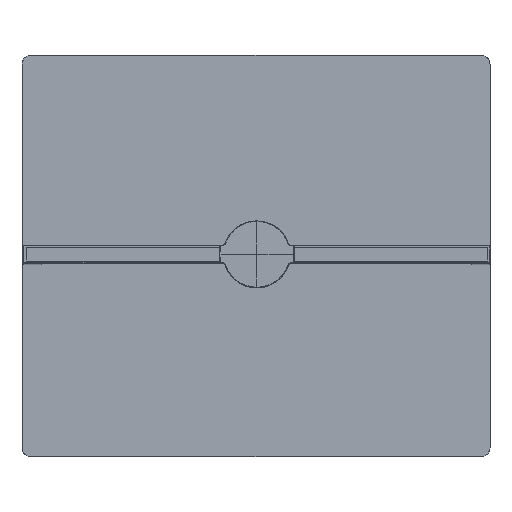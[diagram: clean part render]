
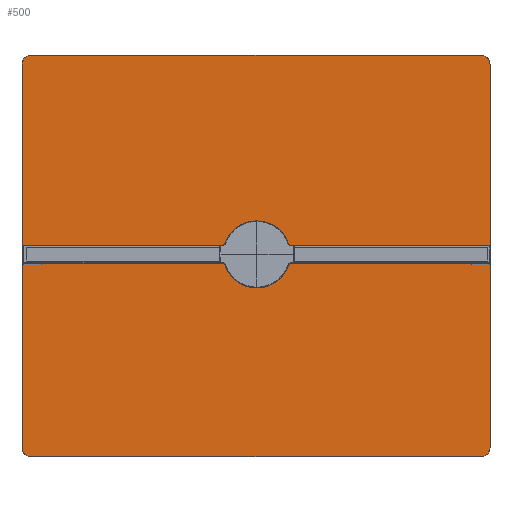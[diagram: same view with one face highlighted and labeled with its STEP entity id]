
A CAD part, top view. The second image highlights one B-rep face of the part: STEP entity #500.
In plain terms, the highlighted planar face has unit normal (0, 0, 1).
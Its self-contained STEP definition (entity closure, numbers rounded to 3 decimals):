
#225=B_SPLINE_CURVE_WITH_KNOTS('',1,(#8529,#8530),.UNSPECIFIED.,.F.,.F.,
(2,2),(-202.,0.),.UNSPECIFIED.);
#227=B_SPLINE_CURVE_WITH_KNOTS('',1,(#8533,#8534),.UNSPECIFIED.,.F.,.F.,
(2,2),(0.,202.),.UNSPECIFIED.);
#228=B_SPLINE_CURVE_WITH_KNOTS('',1,(#8535,#8536),.UNSPECIFIED.,.F.,.F.,
(2,2),(-172.,0.),.UNSPECIFIED.);
#229=B_SPLINE_CURVE_WITH_KNOTS('',1,(#8537,#8538),.UNSPECIFIED.,.F.,.F.,
(2,2),(0.,172.),.UNSPECIFIED.);
#500=ADVANCED_FACE('',(#712),#3016,.T.);
#712=FACE_OUTER_BOUND('',#932,.T.);
#932=EDGE_LOOP('',(#1669,#1670,#1671,#1672,#1673,#1674,#1675,#1676));
#1669=ORIENTED_EDGE('',*,*,#2315,.F.);
#1670=ORIENTED_EDGE('',*,*,#2320,.F.);
#1671=ORIENTED_EDGE('',*,*,#2304,.F.);
#1672=ORIENTED_EDGE('',*,*,#2322,.T.);
#1673=ORIENTED_EDGE('',*,*,#2308,.F.);
#1674=ORIENTED_EDGE('',*,*,#2318,.F.);
#1675=ORIENTED_EDGE('',*,*,#2311,.F.);
#1676=ORIENTED_EDGE('',*,*,#2321,.T.);
#2304=EDGE_CURVE('',#2868,#2869,#2627,.T.);
#2308=EDGE_CURVE('',#2873,#2872,#2629,.T.);
#2311=EDGE_CURVE('',#2875,#2877,#2630,.T.);
#2315=EDGE_CURVE('',#2881,#2879,#2632,.T.);
#2318=EDGE_CURVE('',#2877,#2873,#225,.T.);
#2320=EDGE_CURVE('',#2869,#2881,#227,.T.);
#2321=EDGE_CURVE('',#2875,#2879,#228,.T.);
#2322=EDGE_CURVE('',#2868,#2872,#229,.T.);
#2627=(
BOUNDED_CURVE()
B_SPLINE_CURVE(2,(#8494,#8495,#8496),.UNSPECIFIED.,.F.,.F.)
B_SPLINE_CURVE_WITH_KNOTS((3,3),(-6.283,0.),.UNSPECIFIED.)
CURVE()
GEOMETRIC_REPRESENTATION_ITEM()
RATIONAL_B_SPLINE_CURVE((1.,0.707,1.))
REPRESENTATION_ITEM('')
);
#2629=(
BOUNDED_CURVE()
B_SPLINE_CURVE(2,(#8504,#8505,#8506),.UNSPECIFIED.,.F.,.F.)
B_SPLINE_CURVE_WITH_KNOTS((3,3),(-6.283,0.),.UNSPECIFIED.)
CURVE()
GEOMETRIC_REPRESENTATION_ITEM()
RATIONAL_B_SPLINE_CURVE((1.,0.707,1.))
REPRESENTATION_ITEM('')
);
#2630=(
BOUNDED_CURVE()
B_SPLINE_CURVE(2,(#8511,#8512,#8513),.UNSPECIFIED.,.F.,.F.)
B_SPLINE_CURVE_WITH_KNOTS((3,3),(-6.283,0.),.UNSPECIFIED.)
CURVE()
GEOMETRIC_REPRESENTATION_ITEM()
RATIONAL_B_SPLINE_CURVE((1.,0.707,1.))
REPRESENTATION_ITEM('')
);
#2632=(
BOUNDED_CURVE()
B_SPLINE_CURVE(2,(#8521,#8522,#8523),.UNSPECIFIED.,.F.,.F.)
B_SPLINE_CURVE_WITH_KNOTS((3,3),(-6.283,0.),.UNSPECIFIED.)
CURVE()
GEOMETRIC_REPRESENTATION_ITEM()
RATIONAL_B_SPLINE_CURVE((1.,0.707,1.))
REPRESENTATION_ITEM('')
);
#2868=VERTEX_POINT('',#8011);
#2869=VERTEX_POINT('',#8012);
#2872=VERTEX_POINT('',#8015);
#2873=VERTEX_POINT('',#8016);
#2875=VERTEX_POINT('',#8018);
#2877=VERTEX_POINT('',#8020);
#2879=VERTEX_POINT('',#8022);
#2881=VERTEX_POINT('',#8024);
#3016=PLANE('',#3244);
#3244=AXIS2_PLACEMENT_3D('',#7775,#3335,$);
#3335=DIRECTION('',(0.,0.,1.));
#7775=CARTESIAN_POINT('',(126.273,-108.61,25.059));
#8011=CARTESIAN_POINT('',(104.663,-86.,25.059));
#8012=CARTESIAN_POINT('',(100.663,-90.,25.059));
#8015=CARTESIAN_POINT('',(104.663,86.,25.059));
#8016=CARTESIAN_POINT('',(100.663,90.,25.059));
#8018=CARTESIAN_POINT('',(-105.337,86.,25.059));
#8020=CARTESIAN_POINT('',(-101.337,90.,25.059));
#8022=CARTESIAN_POINT('',(-105.337,-86.,25.059));
#8024=CARTESIAN_POINT('',(-101.337,-90.,25.059));
#8494=CARTESIAN_POINT('',(104.663,-86.,25.059));
#8495=CARTESIAN_POINT('',(104.663,-90.,25.059));
#8496=CARTESIAN_POINT('',(100.663,-90.,25.059));
#8504=CARTESIAN_POINT('',(100.663,90.,25.059));
#8505=CARTESIAN_POINT('',(104.663,90.,25.059));
#8506=CARTESIAN_POINT('',(104.663,86.,25.059));
#8511=CARTESIAN_POINT('',(-105.337,86.,25.059));
#8512=CARTESIAN_POINT('',(-105.337,90.,25.059));
#8513=CARTESIAN_POINT('',(-101.337,90.,25.059));
#8521=CARTESIAN_POINT('',(-101.337,-90.,25.059));
#8522=CARTESIAN_POINT('',(-105.337,-90.,25.059));
#8523=CARTESIAN_POINT('',(-105.337,-86.,25.059));
#8529=CARTESIAN_POINT('',(-101.337,90.,25.059));
#8530=CARTESIAN_POINT('',(100.663,90.,25.059));
#8533=CARTESIAN_POINT('',(100.663,-90.,25.059));
#8534=CARTESIAN_POINT('',(-101.337,-90.,25.059));
#8535=CARTESIAN_POINT('',(-105.337,86.,25.059));
#8536=CARTESIAN_POINT('',(-105.337,-86.,25.059));
#8537=CARTESIAN_POINT('',(104.663,-86.,25.059));
#8538=CARTESIAN_POINT('',(104.663,86.,25.059));
